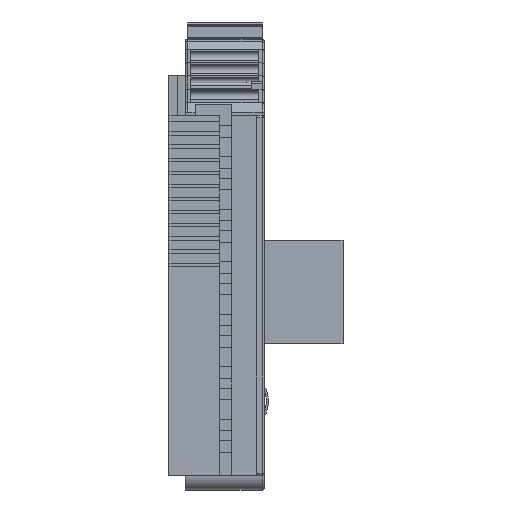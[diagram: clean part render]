
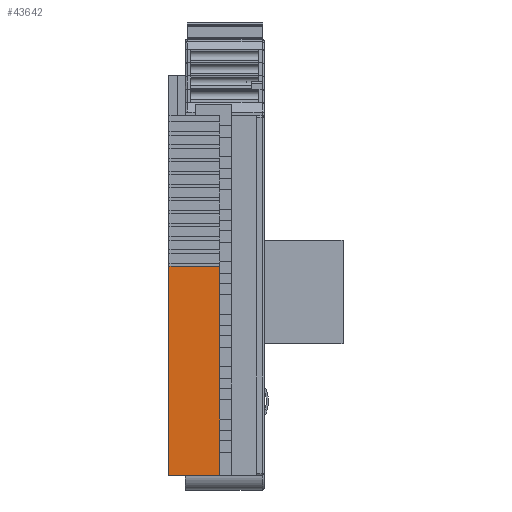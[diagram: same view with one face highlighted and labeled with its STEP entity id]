
A CAD part, front view. The second image highlights one B-rep face of the part: STEP entity #43642.
In plain terms, the highlighted planar face has unit normal (0, -1, 0).
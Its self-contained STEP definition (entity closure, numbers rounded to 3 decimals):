
#772 = CARTESIAN_POINT ( 'NONE',  ( -8.5, -52.822, -36.239 ) ) ;
#1294 = DIRECTION ( 'NONE',  ( 0., 0., 1. ) ) ;
#2682 = DIRECTION ( 'NONE',  ( 0., 1., 0. ) ) ;
#4623 = CARTESIAN_POINT ( 'NONE',  ( -8.5, -52.822, -0.766 ) ) ;
#5640 = ORIENTED_EDGE ( 'NONE', *, *, #49047, .F. ) ;
#6439 = PLANE ( 'NONE',  #29466 ) ;
#6479 = ORIENTED_EDGE ( 'NONE', *, *, #23951, .F. ) ;
#7138 = VERTEX_POINT ( 'NONE', #33309 ) ;
#9728 = VERTEX_POINT ( 'NONE', #30104 ) ;
#12741 = CARTESIAN_POINT ( 'NONE',  ( -0.8, -52.822, -34.817 ) ) ;
#13431 = EDGE_CURVE ( 'NONE', #21039, #7138, #14573, .T. ) ;
#14573 = LINE ( 'NONE', #12741, #44000 ) ;
#14678 = VECTOR ( 'NONE', #44263, 1000. ) ;
#17442 = CARTESIAN_POINT ( 'NONE',  ( 6., -52.822, -32.566 ) ) ;
#21039 = VERTEX_POINT ( 'NONE', #30305 ) ;
#23951 = EDGE_CURVE ( 'NONE', #21039, #9728, #45329, .T. ) ;
#25878 = CARTESIAN_POINT ( 'NONE',  ( 6., -52.822, 22.234 ) ) ;
#26867 = VECTOR ( 'NONE', #31736, 1000. ) ;
#28069 = LINE ( 'NONE', #772, #26867 ) ;
#28465 = VECTOR ( 'NONE', #34224, 1000. ) ;
#29466 = AXIS2_PLACEMENT_3D ( 'NONE', #25878, #2682, #29724 ) ;
#29724 = DIRECTION ( 'NONE',  ( 0., 0., 1. ) ) ;
#30104 = CARTESIAN_POINT ( 'NONE',  ( -8.5, -52.822, -32.566 ) ) ;
#30305 = CARTESIAN_POINT ( 'NONE',  ( -0.8, -52.822, -32.566 ) ) ;
#30315 = EDGE_CURVE ( 'NONE', #7138, #41579, #48874, .T. ) ;
#30386 = CARTESIAN_POINT ( 'NONE',  ( -0.8, -52.822, -0.766 ) ) ;
#31736 = DIRECTION ( 'NONE',  ( 0., 0., 1. ) ) ;
#32126 = FACE_OUTER_BOUND ( 'NONE', #43466, .T. ) ;
#33309 = CARTESIAN_POINT ( 'NONE',  ( -0.8, -52.822, -0.766 ) ) ;
#34224 = DIRECTION ( 'NONE',  ( -1., 0., 0. ) ) ;
#39443 = ORIENTED_EDGE ( 'NONE', *, *, #30315, .T. ) ;
#41579 = VERTEX_POINT ( 'NONE', #4623 ) ;
#43466 = EDGE_LOOP ( 'NONE', ( #49558, #39443, #5640, #6479 ) ) ;
#43642 = ADVANCED_FACE ( 'NONE', ( #32126 ), #6439, .F. ) ;
#44000 = VECTOR ( 'NONE', #1294, 1000. ) ;
#44263 = DIRECTION ( 'NONE',  ( -1., 0., 0. ) ) ;
#45329 = LINE ( 'NONE', #17442, #14678 ) ;
#48874 = LINE ( 'NONE', #30386, #28465 ) ;
#49047 = EDGE_CURVE ( 'NONE', #9728, #41579, #28069, .T. ) ;
#49558 = ORIENTED_EDGE ( 'NONE', *, *, #13431, .T. ) ;
